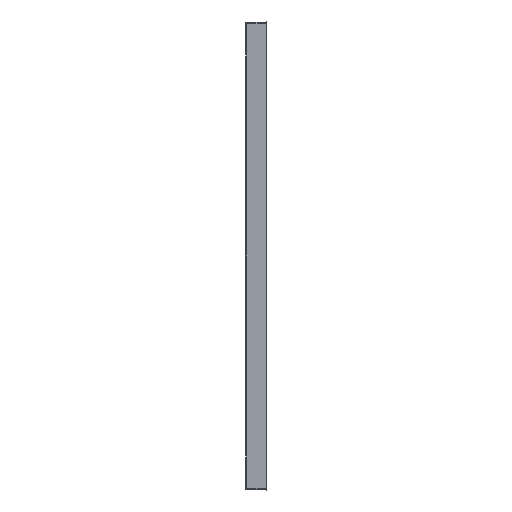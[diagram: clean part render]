
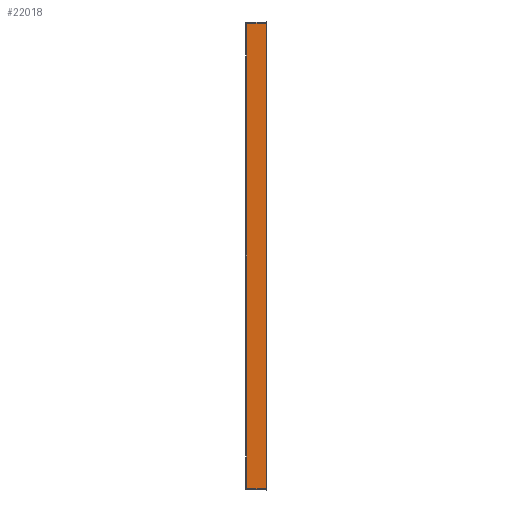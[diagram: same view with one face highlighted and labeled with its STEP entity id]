
A CAD part, left-side view. The second image highlights one B-rep face of the part: STEP entity #22018.
In plain terms, the highlighted planar face has unit normal (-0.999, 0.035, 0).
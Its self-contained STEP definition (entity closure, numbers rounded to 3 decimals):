
#419=CARTESIAN_POINT('',(-598.671,-1.932,534.172));
#427=CARTESIAN_POINT('',(-600.,-40.,535.501));
#429=DIRECTION('',(0.,0.,-1.));
#430=VECTOR('',#429,896.002);
#431=CARTESIAN_POINT('',(-600.,-40.,535.501));
#432=LINE('',#431,#430);
#433=DIRECTION('',(0.035,0.999,0.035));
#434=VECTOR('',#433,38.115);
#435=CARTESIAN_POINT('',(-600.,-40.,
-360.501));
#436=LINE('',#435,#434);
#437=CARTESIAN_POINT('',(-598.671,-1.932,
-359.172));
#438=CARTESIAN_POINT('',(-598.671,-1.939,
-349.518));
#439=CARTESIAN_POINT('',(-598.671,-1.956,
-327.553));
#440=CARTESIAN_POINT('',(-598.672,-1.979,
-291.996));
#441=CARTESIAN_POINT('',(-598.673,-1.986,
-266.093));
#442=CARTESIAN_POINT('',(-598.673,-1.986,
-252.5));
#444=CARTESIAN_POINT('',(-598.673,-1.986,
-252.5));
#445=CARTESIAN_POINT('',(-598.673,-1.986,
-215.576));
#446=CARTESIAN_POINT('',(-598.672,-1.97,
-141.857));
#447=CARTESIAN_POINT('',(-598.671,-1.933,
-28.524));
#448=CARTESIAN_POINT('',(-598.67,-1.924,47.886));
#449=CARTESIAN_POINT('',(-598.671,-1.93,87.5));
#451=DIRECTION('',(0.,0.,1.));
#452=VECTOR('',#451,340.);
#453=CARTESIAN_POINT('',(-598.671,-1.93,87.5));
#454=LINE('',#453,#452);
#455=DIRECTION('',(-0.035,-0.999,0.035));
#456=VECTOR('',#455,38.115);
#457=CARTESIAN_POINT('',(-598.671,-1.932,534.172));
#458=LINE('',#457,#456);
#794=CARTESIAN_POINT('',(-598.671,-1.932,534.172));
#795=CARTESIAN_POINT('',(-598.671,-1.938,522.374));
#796=CARTESIAN_POINT('',(-598.671,-1.95,498.741));
#797=CARTESIAN_POINT('',(-598.672,-1.968,463.184));
#798=CARTESIAN_POINT('',(-598.672,-1.98,439.407));
#799=CARTESIAN_POINT('',(-598.673,-1.986,427.5));
#922=CARTESIAN_POINT('',(-598.673,-1.986,
-252.5));
#20602=VERTEX_POINT('',#922);
#20603=CARTESIAN_POINT('',(-598.671,-1.93,
87.5));
#20604=VERTEX_POINT('',#20603);
#20676=VERTEX_POINT('',#419);
#20677=VERTEX_POINT('',#427);
#20678=CARTESIAN_POINT('',(-600.,-40.,
-360.501));
#20679=VERTEX_POINT('',#20678);
#20680=CARTESIAN_POINT('',(-598.671,-1.932,
-359.172));
#20681=VERTEX_POINT('',#20680);
#20682=CARTESIAN_POINT('',(-598.673,-1.986,
427.5));
#20683=VERTEX_POINT('',#20682);
#21999=CARTESIAN_POINT('',(-599.335,-20.964,87.5));
#22000=DIRECTION('',(0.999,-0.035,0.));
#22001=DIRECTION('',(0.035,0.999,0.));
#22002=AXIS2_PLACEMENT_3D('',#21999,#22000,#22001);
#22003=PLANE('',#22002);
#22004=ORIENTED_EDGE('',*,*,#21195,.T.);
#22006=ORIENTED_EDGE('',*,*,#22005,.T.);
#22008=ORIENTED_EDGE('',*,*,#22007,.T.);
#22010=ORIENTED_EDGE('',*,*,#22009,.T.);
#22012=ORIENTED_EDGE('',*,*,#22011,.T.);
#22014=ORIENTED_EDGE('',*,*,#22013,.F.);
#22015=ORIENTED_EDGE('',*,*,#21992,.T.);
#22016=EDGE_LOOP('',(#22004,#22006,#22008,#22010,#22012,#22014,#22015));
#22017=FACE_OUTER_BOUND('',#22016,.F.);
#22018=ADVANCED_FACE('',(#22017),#22003,.F.);
#443=B_SPLINE_CURVE_WITH_KNOTS('',3,(#437,#438,#439,#440,#441,#442),
.UNSPECIFIED.,.F.,.F.,(4,1,1,4),(0.,0.272,0.618,1.),
.UNSPECIFIED.);
#450=B_SPLINE_CURVE_WITH_KNOTS('',3,(#444,#445,#446,#447,#448,#449),
.UNSPECIFIED.,.F.,.F.,(4,1,1,4),(0.,0.326,0.65,1.),
.UNSPECIFIED.);
#800=B_SPLINE_CURVE_WITH_KNOTS('',3,(#794,#795,#796,#797,#798,#799),
.UNSPECIFIED.,.F.,.F.,(4,1,1,4),(0.,0.333,0.667,1.),
.UNSPECIFIED.);
#21195=EDGE_CURVE('',#20677,#20679,#432,.T.);
#21992=EDGE_CURVE('',#20676,#20677,#458,.T.);
#22005=EDGE_CURVE('',#20679,#20681,#436,.T.);
#22007=EDGE_CURVE('',#20681,#20602,#443,.T.);
#22009=EDGE_CURVE('',#20602,#20604,#450,.T.);
#22011=EDGE_CURVE('',#20604,#20683,#454,.T.);
#22013=EDGE_CURVE('',#20676,#20683,#800,.T.);
